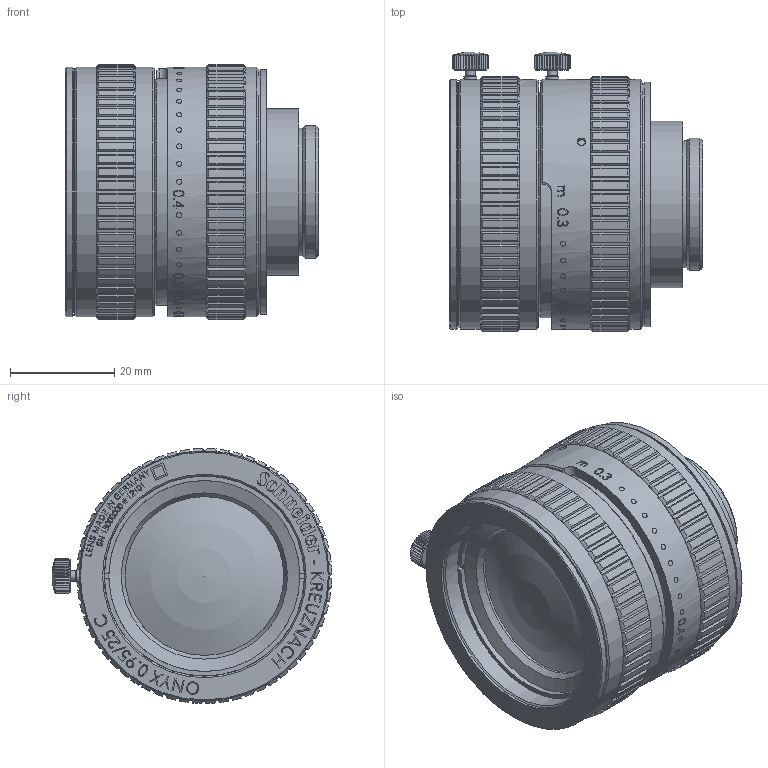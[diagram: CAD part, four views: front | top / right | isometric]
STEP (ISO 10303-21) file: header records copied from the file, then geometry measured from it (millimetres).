
FILE_DESCRIPTION(/* description */ (''),/* implementation_level */ '2;1');
FILE_NAME(/* name */ '12101_00151102_002.stp',/* time_stamp */ '2021-10-20T13:06:52+02:00',/* author */ (''),/* organization */ (''),/* preprocessor_version */ 'ST-DEVELOPER v16',/* originating_system */ 'SIEMENS PLM Software NX 10.0',/* authorisation */ '');
FILE_SCHEMA (('AP203_CONFIGURATION_CONTROLLED_3D_DESIGN_OF_MECHANICAL_PARTS_AND_ASSEMBLIES_MIM_LF { 1 0 10303 403 2 1 2}'));
Length unit declared in the file: millimetre
Products named in the file (1): Froe32AC75C89juu
Bounding box: 48.6 x 53.75 x 49 mm (x, y, z)
Volume: 68957.1 mm3; surface area: 14978 mm2
Topology: 1 solids, 2 shells, 978 faces, 3275 edges, 2496 vertices
Faces by surface type: plane 702, cylinder 240, cone 32, sphere 4
Full cylindrical faces by diameter (mm): 1.1 x1, 1.6 x1, 2 x8, 2.5 x2, 22.5 x1, 24.4 x1, 25.4 x1, 30.5 x1, 32 x1, 36.7 x1, 38.5 x1, 39.1 x1, 43.5 x2, 44 x2, 46.701 x1, 47 x1, 48 x6
Entity records: 39579 total; most frequent: CARTESIAN_POINT 14448, ORIENTED_EDGE 6352, DIRECTION 3556, EDGE_CURVE 3181, VERTEX_POINT 2466, B_SPLINE_CURVE_WITH_KNOTS 1663, AXIS2_PLACEMENT_3D 1379, EDGE_LOOP 1239
